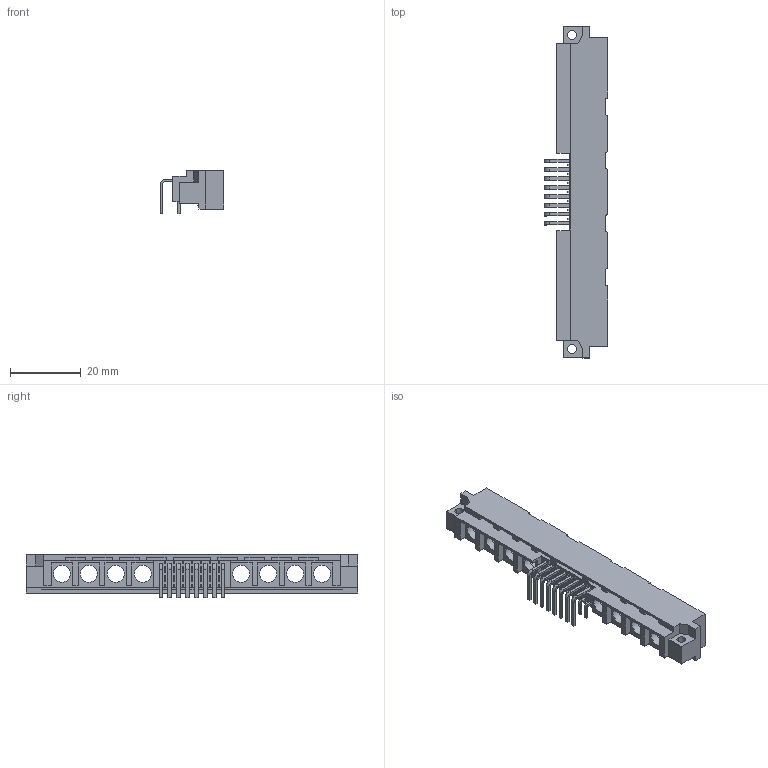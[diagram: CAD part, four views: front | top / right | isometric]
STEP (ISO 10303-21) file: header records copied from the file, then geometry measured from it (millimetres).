
FILE_DESCRIPTION((''),'2;1');
FILE_NAME('FCT_271682110.stp','2012-02-09T11:15:27',(''),(''),'Mechanical Desktop 2011','Mechanical Desktop 2011',', , ');
FILE_SCHEMA(('AUTOMOTIVE_DESIGN { 1 2 10303 214 1 1 1 1 }'));
Length unit declared in the file: millimetre
Products named in the file (1): Product
Bounding box: 18.12 x 94 x 12.32 mm (x, y, z)
Volume: 5126.5 mm3; surface area: 8414.9 mm2
Topology: 62 solids, 62 shells, 711 faces, 1705 edges, 1128 vertices
Faces by surface type: plane 628, cylinder 66, bspline 17
Entity records: 20344 total; most frequent: CARTESIAN_POINT 3624, ORIENTED_EDGE 3410, DIRECTION 3231, EDGE_CURVE 1705, VECTOR 1569, LINE 1569, VERTEX_POINT 1128, AXIS2_PLACEMENT_3D 831
